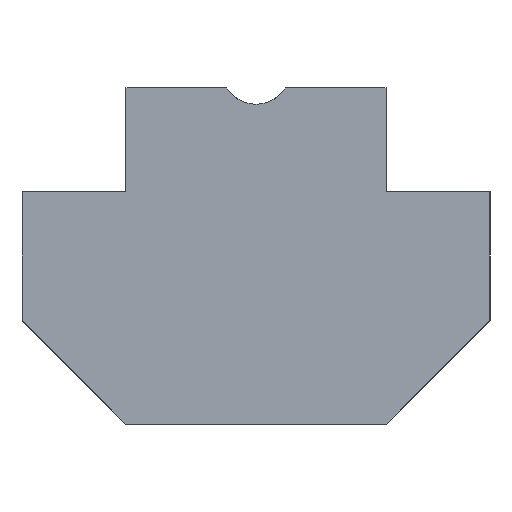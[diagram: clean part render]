
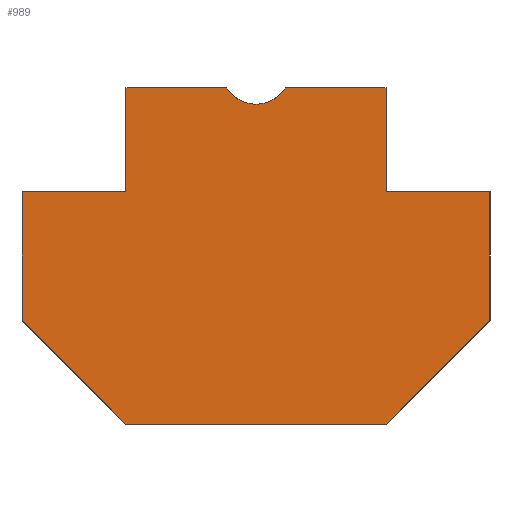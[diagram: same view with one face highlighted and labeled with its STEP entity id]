
A CAD part, left-side view. The second image highlights one B-rep face of the part: STEP entity #989.
In plain terms, the highlighted planar face has unit normal (-1, 0, 0).
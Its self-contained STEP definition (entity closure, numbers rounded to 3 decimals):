
#10 = EDGE_LOOP ( 'NONE', ( #614, #716, #360, #478, #780, #341, #528, #1078, #933, #917, #879, #867 ) ) ;
#14 = VERTEX_POINT ( 'NONE', #303 ) ;
#18 = CIRCLE ( 'NONE', #75, 1. ) ;
#36 = DIRECTION ( 'NONE',  ( 0., 1., 0. ) ) ;
#51 = VECTOR ( 'NONE', #929, 1000. ) ;
#66 = CARTESIAN_POINT ( 'NONE',  ( -70., -6.75, 3. ) ) ;
#75 = AXIS2_PLACEMENT_3D ( 'NONE', #1118, #777, #87 ) ;
#87 = DIRECTION ( 'NONE',  ( 0., 0., 1. ) ) ;
#99 = VERTEX_POINT ( 'NONE', #66 ) ;
#104 = CARTESIAN_POINT ( 'NONE',  ( -70., -0.85, 9.7 ) ) ;
#117 = VERTEX_POINT ( 'NONE', #261 ) ;
#136 = EDGE_CURVE ( 'NONE', #117, #587, #377, .T. ) ;
#157 = PLANE ( 'NONE',  #391 ) ;
#177 = DIRECTION ( 'NONE',  ( 0., 0., 1. ) ) ;
#183 = EDGE_CURVE ( 'NONE', #862, #99, #983, .T. ) ;
#189 = CARTESIAN_POINT ( 'NONE',  ( -70., 0., 0. ) ) ;
#196 = CARTESIAN_POINT ( 'NONE',  ( -70., -6.75, 6.7 ) ) ;
#197 = LINE ( 'NONE', #619, #791 ) ;
#202 = EDGE_CURVE ( 'NONE', #99, #689, #266, .T. ) ;
#225 = CARTESIAN_POINT ( 'NONE',  ( -70., -3.75, 0. ) ) ;
#226 = VECTOR ( 'NONE', #498, 1000. ) ;
#235 = VECTOR ( 'NONE', #501, 1000. ) ;
#238 = VECTOR ( 'NONE', #986, 1000. ) ;
#243 = CARTESIAN_POINT ( 'NONE',  ( -70., 0., 6.7 ) ) ;
#248 = EDGE_CURVE ( 'NONE', #1002, #384, #18, .T. ) ;
#256 = CARTESIAN_POINT ( 'NONE',  ( -70., 3.75, 0. ) ) ;
#259 = DIRECTION ( 'NONE',  ( 1., 0., 0. ) ) ;
#261 = CARTESIAN_POINT ( 'NONE',  ( -70., 6.75, 6.7 ) ) ;
#266 = LINE ( 'NONE', #770, #282 ) ;
#282 = VECTOR ( 'NONE', #692, 1000. ) ;
#284 = EDGE_CURVE ( 'NONE', #977, #689, #580, .T. ) ;
#293 = CARTESIAN_POINT ( 'NONE',  ( -70., -3.75, 6.7 ) ) ;
#299 = EDGE_CURVE ( 'NONE', #14, #117, #197, .T. ) ;
#303 = CARTESIAN_POINT ( 'NONE',  ( -70., 6.75, 3. ) ) ;
#308 = CARTESIAN_POINT ( 'NONE',  ( -70., 3.75, 6.7 ) ) ;
#336 = VECTOR ( 'NONE', #443, 1000. ) ;
#338 = VERTEX_POINT ( 'NONE', #679 ) ;
#340 = CARTESIAN_POINT ( 'NONE',  ( -70., -2.3, 9.7 ) ) ;
#341 = ORIENTED_EDGE ( 'NONE', *, *, #1065, .F. ) ;
#346 = DIRECTION ( 'NONE',  ( 0., -1., 0. ) ) ;
#347 = DIRECTION ( 'NONE',  ( 0., 0., -1. ) ) ;
#356 = VERTEX_POINT ( 'NONE', #293 ) ;
#360 = ORIENTED_EDGE ( 'NONE', *, *, #710, .F. ) ;
#361 = CARTESIAN_POINT ( 'NONE',  ( -70., -6.75, 4.85 ) ) ;
#377 = LINE ( 'NONE', #243, #698 ) ;
#384 = VERTEX_POINT ( 'NONE', #104 ) ;
#391 = AXIS2_PLACEMENT_3D ( 'NONE', #931, #259, #347 ) ;
#395 = CARTESIAN_POINT ( 'NONE',  ( -70., 3.75, 9.7 ) ) ;
#404 = CARTESIAN_POINT ( 'NONE',  ( -70., 6.75, 3. ) ) ;
#431 = VECTOR ( 'NONE', #1029, 1000. ) ;
#443 = DIRECTION ( 'NONE',  ( 0., 0., -1. ) ) ;
#456 = LINE ( 'NONE', #340, #226 ) ;
#468 = LINE ( 'NONE', #566, #889 ) ;
#470 = VECTOR ( 'NONE', #557, 1000. ) ;
#472 = CARTESIAN_POINT ( 'NONE',  ( -70., 0., 6.7 ) ) ;
#478 = ORIENTED_EDGE ( 'NONE', *, *, #136, .F. ) ;
#492 = LINE ( 'NONE', #506, #51 ) ;
#498 = DIRECTION ( 'NONE',  ( 0., 1., 0. ) ) ;
#501 = DIRECTION ( 'NONE',  ( 0., 0., -1. ) ) ;
#506 = CARTESIAN_POINT ( 'NONE',  ( -70., 3.75, 4.85 ) ) ;
#512 = CARTESIAN_POINT ( 'NONE',  ( -70., 0.85, 9.7 ) ) ;
#528 = ORIENTED_EDGE ( 'NONE', *, *, #284, .T. ) ;
#531 = EDGE_CURVE ( 'NONE', #1002, #1072, #468, .T. ) ;
#545 = EDGE_CURVE ( 'NONE', #356, #862, #659, .T. ) ;
#557 = DIRECTION ( 'NONE',  ( 0., -1., 0. ) ) ;
#566 = CARTESIAN_POINT ( 'NONE',  ( -70., 2.3, 9.7 ) ) ;
#580 = LINE ( 'NONE', #189, #431 ) ;
#587 = VERTEX_POINT ( 'NONE', #308 ) ;
#610 = FACE_OUTER_BOUND ( 'NONE', #10, .T. ) ;
#614 = ORIENTED_EDGE ( 'NONE', *, *, #248, .F. ) ;
#619 = CARTESIAN_POINT ( 'NONE',  ( -70., 6.75, 4.85 ) ) ;
#659 = LINE ( 'NONE', #472, #470 ) ;
#679 = CARTESIAN_POINT ( 'NONE',  ( -70., -3.75, 9.7 ) ) ;
#689 = VERTEX_POINT ( 'NONE', #225 ) ;
#692 = DIRECTION ( 'NONE',  ( 0., 0.707, -0.707 ) ) ;
#698 = VECTOR ( 'NONE', #346, 1000. ) ;
#710 = EDGE_CURVE ( 'NONE', #587, #1072, #492, .T. ) ;
#716 = ORIENTED_EDGE ( 'NONE', *, *, #531, .T. ) ;
#723 = EDGE_CURVE ( 'NONE', #338, #356, #944, .T. ) ;
#770 = CARTESIAN_POINT ( 'NONE',  ( -70., -3.75, 0. ) ) ;
#777 = DIRECTION ( 'NONE',  ( -1., 0., 0. ) ) ;
#780 = ORIENTED_EDGE ( 'NONE', *, *, #299, .F. ) ;
#791 = VECTOR ( 'NONE', #177, 1000. ) ;
#862 = VERTEX_POINT ( 'NONE', #196 ) ;
#867 = ORIENTED_EDGE ( 'NONE', *, *, #984, .T. ) ;
#879 = ORIENTED_EDGE ( 'NONE', *, *, #723, .F. ) ;
#889 = VECTOR ( 'NONE', #36, 1000. ) ;
#917 = ORIENTED_EDGE ( 'NONE', *, *, #545, .F. ) ;
#929 = DIRECTION ( 'NONE',  ( 0., 0., 1. ) ) ;
#931 = CARTESIAN_POINT ( 'NONE',  ( -70., -6.75, 9.7 ) ) ;
#933 = ORIENTED_EDGE ( 'NONE', *, *, #183, .F. ) ;
#944 = LINE ( 'NONE', #1012, #235 ) ;
#977 = VERTEX_POINT ( 'NONE', #256 ) ;
#983 = LINE ( 'NONE', #361, #336 ) ;
#984 = EDGE_CURVE ( 'NONE', #338, #384, #456, .T. ) ;
#986 = DIRECTION ( 'NONE',  ( 0., 0.707, 0.707 ) ) ;
#989 = ADVANCED_FACE ( 'NONE', ( #610 ), #157, .F. ) ;
#1002 = VERTEX_POINT ( 'NONE', #512 ) ;
#1012 = CARTESIAN_POINT ( 'NONE',  ( -70., -3.75, 4.85 ) ) ;
#1029 = DIRECTION ( 'NONE',  ( 0., -1., 0. ) ) ;
#1061 = LINE ( 'NONE', #404, #238 ) ;
#1065 = EDGE_CURVE ( 'NONE', #977, #14, #1061, .T. ) ;
#1072 = VERTEX_POINT ( 'NONE', #395 ) ;
#1078 = ORIENTED_EDGE ( 'NONE', *, *, #202, .F. ) ;
#1118 = CARTESIAN_POINT ( 'NONE',  ( -70., 0., 10.227 ) ) ;
